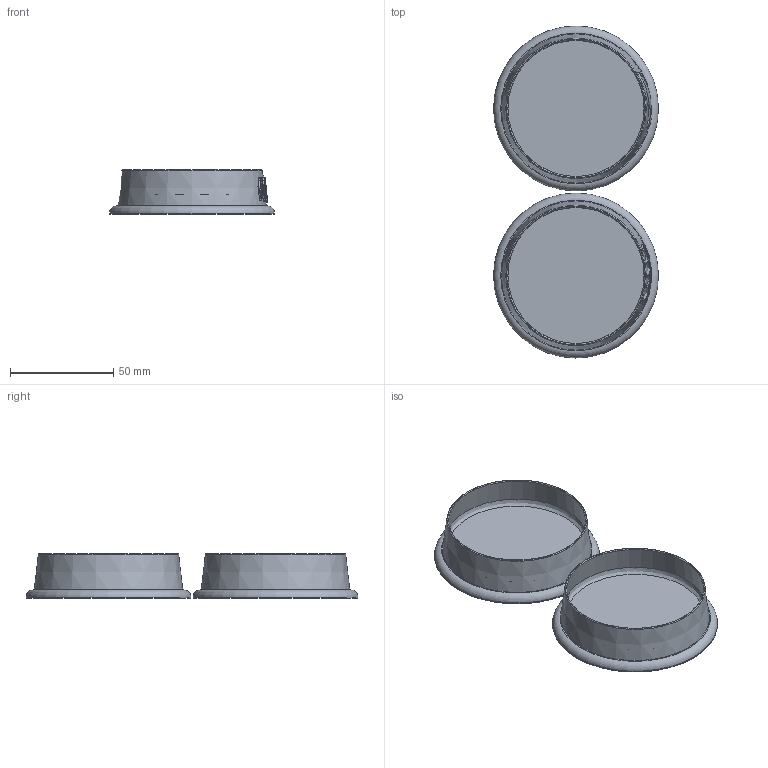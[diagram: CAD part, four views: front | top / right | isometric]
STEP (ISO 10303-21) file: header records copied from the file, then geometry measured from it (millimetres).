
FILE_DESCRIPTION(/* description */ (''),/* implementation_level */ '2;1');
FILE_NAME(/* name */ 'Pet bowls v1.step',/* time_stamp */ '2025-06-11T22:32:33+08:00',/* author */ (''),/* organization */ (''),/* preprocessor_version */ 'ST-DEVELOPER v20.1',/* originating_system */ 'Autodesk Translation Framework v14.10.0.0',/* authorisation */ '');
FILE_SCHEMA (('AUTOMOTIVE_DESIGN { 1 0 10303 214 3 1 1 }'));
Length unit declared in the file: centimetre
Products named in the file (1): Pet house
Bounding box: 80 x 161 x 21.5 mm (x, y, z)
Volume: 65360.7 mm3; surface area: 51342.8 mm2
Topology: 4 solids, 4 shells, 154 faces, 424 edges, 282 vertices
Faces by surface type: plane 76, bspline 62, cone 8, torus 6, cylinder 2
Full cylindrical faces by diameter (mm): 80 x2
Entity records: 8767 total; most frequent: CARTESIAN_POINT 5099, ORIENTED_EDGE 848, DIRECTION 632, EDGE_CURVE 424, VERTEX_POINT 282, AXIS2_PLACEMENT_3D 249, EDGE_LOOP 158, FACE_OUTER_BOUND 154
